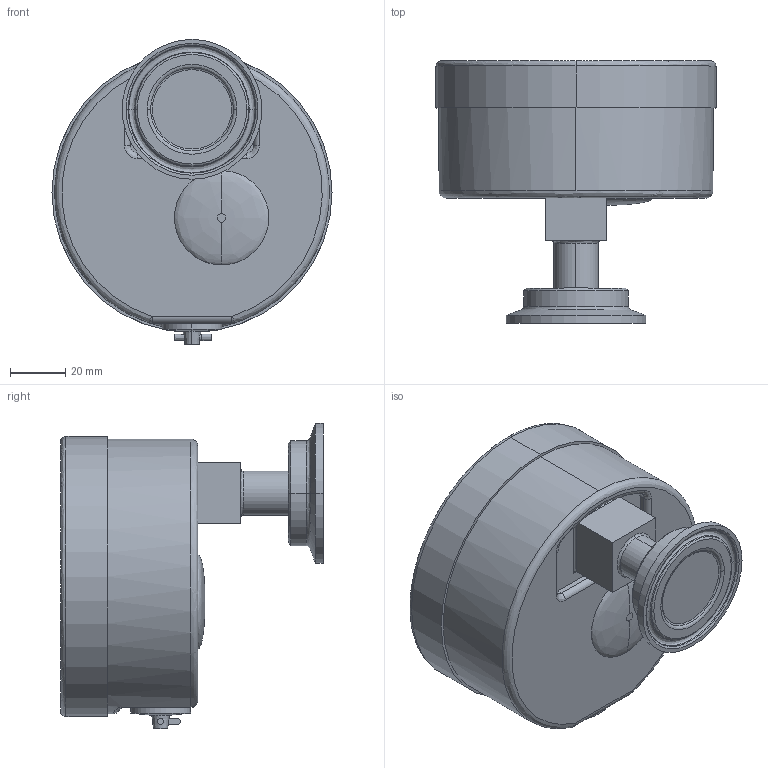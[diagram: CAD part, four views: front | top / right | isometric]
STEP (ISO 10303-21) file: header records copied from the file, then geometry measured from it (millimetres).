
FILE_DESCRIPTION((''),'2;1');
FILE_NAME('52735622______________00398906','2016-03-08T',('Ulsht'),(''),'PRO/ENGINEER BY PARAMETRIC TECHNOLOGY CORPORATION, 2013410','PRO/ENGINEER BY PARAMETRIC TECHNOLOGY CORPORATION, 2013410','');
FILE_SCHEMA(('AUTOMOTIVE_DESIGN { 1 0 10303 214 1 1 1 1 }'));
Length unit declared in the file: inch
Products named in the file (1): 52735622______________00398906
Bounding box: 100.99 x 94.69 x 110.02 mm (x, y, z)
Surface area: 66802 mm2 (no closed solid volume)
Topology: 0 solids, 3 shells, 129 faces, 281 edges, 172 vertices
Faces by surface type: bspline 129
Entity records: 11441 total; most frequent: CARTESIAN_POINT 8387, ORIENTED_EDGE 556, DIRECTION 378, EDGE_CURVE 280, VERTEX_POINT 172, EDGE_LOOP 146, AXIS2_PLACEMENT_3D 132, CIRCLE 132
